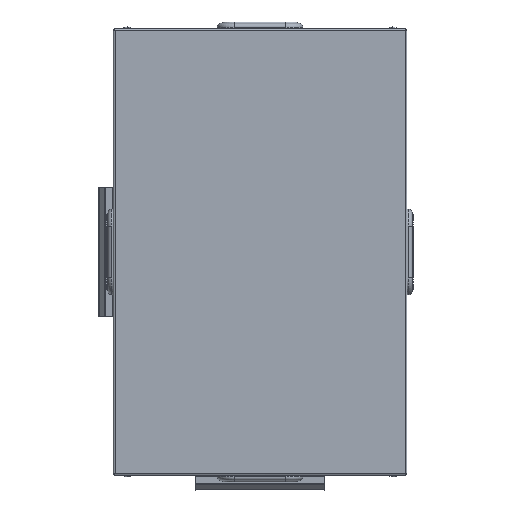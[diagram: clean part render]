
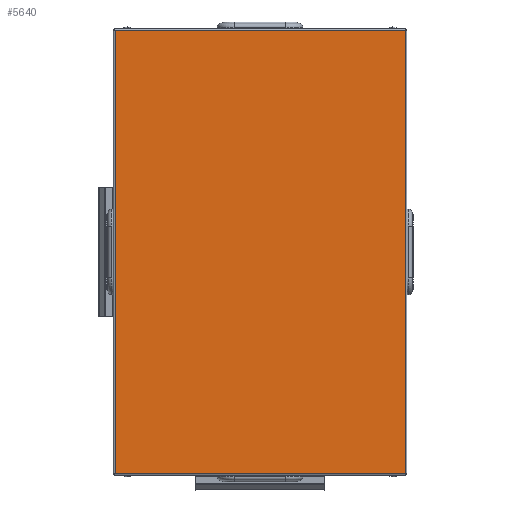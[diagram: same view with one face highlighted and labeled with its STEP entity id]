
A CAD part, front view. The second image highlights one B-rep face of the part: STEP entity #5640.
In plain terms, the highlighted planar face has unit normal (0, -1, 0).
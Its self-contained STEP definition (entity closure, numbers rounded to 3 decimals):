
#1855 = VECTOR ( 'NONE', #14631, 1000. ) ;
#1858 = VECTOR ( 'NONE', #14629, 1000. ) ;
#1860 = VECTOR ( 'NONE', #14634, 1000. ) ;
#1861 = VECTOR ( 'NONE', #14637, 1000. ) ;
#2608 = VERTEX_POINT ( 'NONE', #13520 ) ;
#2609 = VERTEX_POINT ( 'NONE', #13521 ) ;
#2614 = VERTEX_POINT ( 'NONE', #13526 ) ;
#2619 = VERTEX_POINT ( 'NONE', #13531 ) ;
#4098 = ORIENTED_EDGE ( 'NONE', *, *, #5148, .T. ) ;
#4099 = ORIENTED_EDGE ( 'NONE', *, *, #5147, .T. ) ;
#4100 = ORIENTED_EDGE ( 'NONE', *, *, #5146, .T. ) ;
#4101 = ORIENTED_EDGE ( 'NONE', *, *, #5145, .T. ) ;
#5145 = EDGE_CURVE ( 'NONE', #2619, #2614, #14626, .T. ) ;
#5146 = EDGE_CURVE ( 'NONE', #2614, #2609, #14613, .T. ) ;
#5147 = EDGE_CURVE ( 'NONE', #2609, #2608, #14632, .T. ) ;
#5148 = EDGE_CURVE ( 'NONE', #2608, #2619, #14635, .T. ) ;
#5640 = ADVANCED_FACE ( 'NONE', ( #17136 ), #17137, .T. ) ;
#12819 = EDGE_LOOP ( 'NONE', ( #4101, #4100, #4099, #4098 ) ) ;
#13520 = CARTESIAN_POINT ( 'NONE',  ( -113.5, 0., 173.5 ) ) ;
#13521 = CARTESIAN_POINT ( 'NONE',  ( 113.5, 0., 173.5 ) ) ;
#13526 = CARTESIAN_POINT ( 'NONE',  ( 113.5, 0., -173.5 ) ) ;
#13531 = CARTESIAN_POINT ( 'NONE',  ( -113.5, 0., -173.5 ) ) ;
#14613 = LINE ( 'NONE', #14630, #1855 ) ;
#14626 = LINE ( 'NONE', #14628, #1858 ) ;
#14628 = CARTESIAN_POINT ( 'NONE',  ( -113.929, 0., -173.5 ) ) ;
#14629 = DIRECTION ( 'NONE',  ( 1., 0., 0. ) ) ;
#14630 = CARTESIAN_POINT ( 'NONE',  ( 113.5, 0., -173.929 ) ) ;
#14631 = DIRECTION ( 'NONE',  ( 0., 0., 1. ) ) ;
#14632 = LINE ( 'NONE', #14633, #1860 ) ;
#14633 = CARTESIAN_POINT ( 'NONE',  ( 113.929, 0., 173.5 ) ) ;
#14634 = DIRECTION ( 'NONE',  ( -1., 0., 0. ) ) ;
#14635 = LINE ( 'NONE', #14636, #1861 ) ;
#14636 = CARTESIAN_POINT ( 'NONE',  ( -113.5, 0., 173.929 ) ) ;
#14637 = DIRECTION ( 'NONE',  ( 0., 0., -1. ) ) ;
#16401 = AXIS2_PLACEMENT_3D ( 'NONE', #17128, #17139, #17140 ) ;
#17128 = CARTESIAN_POINT ( 'NONE',  ( -115., 0., -175. ) ) ;
#17136 = FACE_OUTER_BOUND ( 'NONE', #12819, .T. ) ;
#17137 = PLANE ( 'NONE',  #16401 ) ;
#17139 = DIRECTION ( 'NONE',  ( 0., -1., 0. ) ) ;
#17140 = DIRECTION ( 'NONE',  ( 0., 0., -1. ) ) ;
